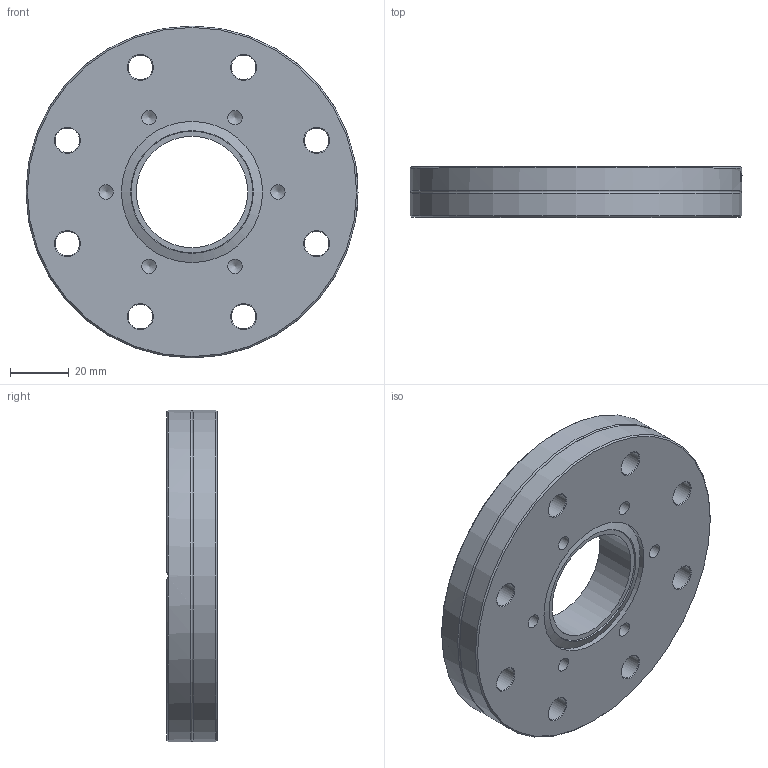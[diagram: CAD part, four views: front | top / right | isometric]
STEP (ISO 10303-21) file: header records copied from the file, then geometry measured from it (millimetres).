
FILE_DESCRIPTION(/* description */ (''),/* implementation_level */ '2;1');
FILE_NAME(/* name */ 'FL-Z63-40.stp',/* time_stamp */ '2018-10-08T13:23:19+01:00',/* author */ ('paul'),/* organization */ (''),/* preprocessor_version */ 'ST-DEVELOPER v17.2',/* originating_system */ 'Autodesk Inventor 2019',/* authorisation */ '');
FILE_SCHEMA (('AUTOMOTIVE_DESIGN { 1 0 10303 214 3 1 1 }'));
Length unit declared in the file: millimetre
Products named in the file (1): FL-Z63-40
Bounding box: 113.5 x 17.3 x 113.5 mm (x, y, z)
Volume: 140290.9 mm3; surface area: 30530 mm2
Topology: 1 solids, 1 shells, 147 faces, 414 edges, 277 vertices
Faces by surface type: bspline 53, plane 35, cone 29, cylinder 29, torus 1
Full cylindrical faces by diameter (mm): 4.917 x6, 8.4 x8, 38.1 x1, 48.26 x1, 82.5 x1, 113.5 x2
Entity records: 17218 total; most frequent: CARTESIAN_POINT 13685, ORIENTED_EDGE 816, DIRECTION 569, EDGE_CURVE 408, VERTEX_POINT 277, AXIS2_PLACEMENT_3D 211, EDGE_LOOP 179, FACE_OUTER_BOUND 147
